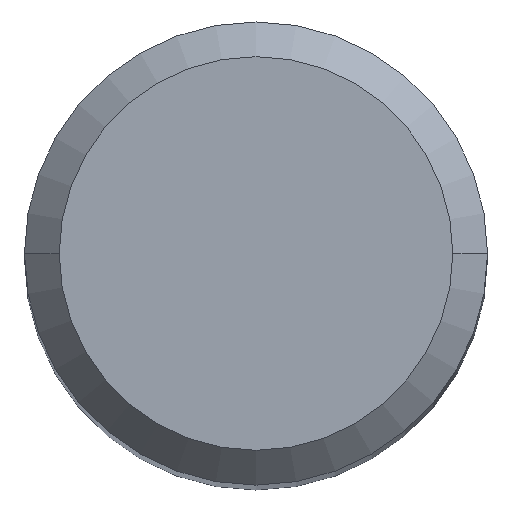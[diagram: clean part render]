
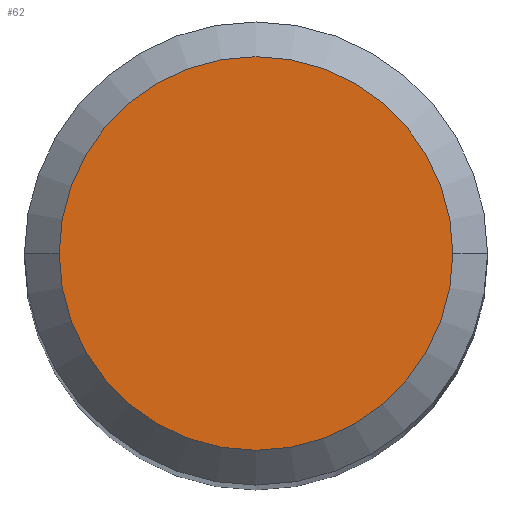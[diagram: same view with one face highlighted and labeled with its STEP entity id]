
A CAD part, top view. The second image highlights one B-rep face of the part: STEP entity #62.
In plain terms, the highlighted planar face has unit normal (0, 0, 1).
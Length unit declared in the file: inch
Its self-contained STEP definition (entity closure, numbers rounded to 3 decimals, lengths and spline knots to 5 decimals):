
#62 = ADVANCED_FACE ( 'NONE', ( #71 ), #184, .F. ) ;
#66 = DIRECTION ( 'NONE',  ( 0., 0., -1. ) ) ;
#71 = FACE_OUTER_BOUND ( 'NONE', #235, .T. ) ;
#72 = DIRECTION ( 'NONE',  ( 1., 0., 0. ) ) ;
#97 = VERTEX_POINT ( 'NONE', #250 ) ;
#112 = VERTEX_POINT ( 'NONE', #202 ) ;
#116 = DIRECTION ( 'NONE',  ( 0., 0., 1. ) ) ;
#122 = CIRCLE ( 'NONE', #345, 0.10625 ) ;
#163 = ORIENTED_EDGE ( 'NONE', *, *, #377, .T. ) ;
#167 = CIRCLE ( 'NONE', #237, 0.10625 ) ;
#184 = PLANE ( 'NONE',  #269 ) ;
#202 = CARTESIAN_POINT ( 'NONE',  ( 0.10625, 0., 0. ) ) ;
#228 = ORIENTED_EDGE ( 'NONE', *, *, #324, .T. ) ;
#235 = EDGE_LOOP ( 'NONE', ( #228, #163 ) ) ;
#237 = AXIS2_PLACEMENT_3D ( 'NONE', #375, #450, #305 ) ;
#250 = CARTESIAN_POINT ( 'NONE',  ( -0.10625, 0., 0. ) ) ;
#269 = AXIS2_PLACEMENT_3D ( 'NONE', #488, #66, #365 ) ;
#291 = CARTESIAN_POINT ( 'NONE',  ( 0., 0., 0. ) ) ;
#305 = DIRECTION ( 'NONE',  ( 1., 0., 0. ) ) ;
#324 = EDGE_CURVE ( 'NONE', #97, #112, #122, .T. ) ;
#345 = AXIS2_PLACEMENT_3D ( 'NONE', #291, #116, #72 ) ;
#365 = DIRECTION ( 'NONE',  ( -1., 0., 0. ) ) ;
#375 = CARTESIAN_POINT ( 'NONE',  ( 0., 0., 0. ) ) ;
#377 = EDGE_CURVE ( 'NONE', #112, #97, #167, .T. ) ;
#450 = DIRECTION ( 'NONE',  ( 0., 0., 1. ) ) ;
#488 = CARTESIAN_POINT ( 'NONE',  ( 0., 0., 0. ) ) ;
